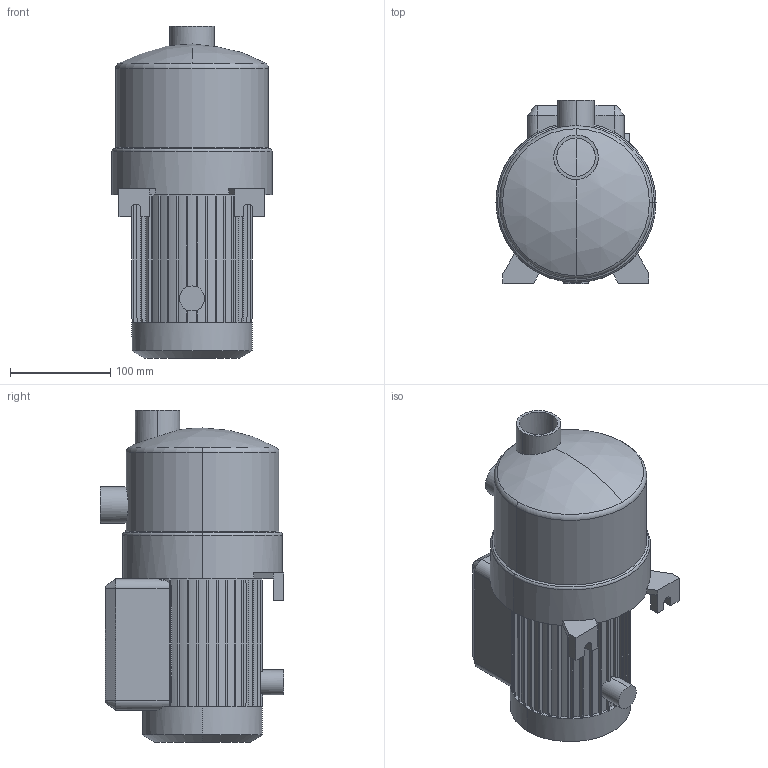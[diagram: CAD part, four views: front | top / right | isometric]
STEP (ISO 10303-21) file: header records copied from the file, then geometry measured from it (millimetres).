
FILE_DESCRIPTION (( 'STEP AP203' ), '1' );
FILE_NAME ('10010801swp00.step', '2023-05-02T13:42:49', ( '' ), ( '' ), 'SwSTEP 2.0', 'SolidWorks 2020', '' );
FILE_SCHEMA (( 'CONFIG_CONTROL_DESIGN' ));
Length unit declared in the file: millimetre
Products named in the file (1): 10010801swp00
Bounding box: 160 x 183 x 332 mm (x, y, z)
Volume: 5002158.2 mm3; surface area: 223627.2 mm2
Topology: 1 solids, 1 shells, 286 faces, 811 edges, 531 vertices
Faces by surface type: plane 210, cylinder 60, cone 8, torus 4, sphere 4
Entity records: 9826 total; most frequent: CARTESIAN_POINT 2263, ORIENTED_EDGE 1622, DIRECTION 1491, EDGE_CURVE 811, VECTOR 641, LINE 641, VERTEX_POINT 531, AXIS2_PLACEMENT_3D 425
